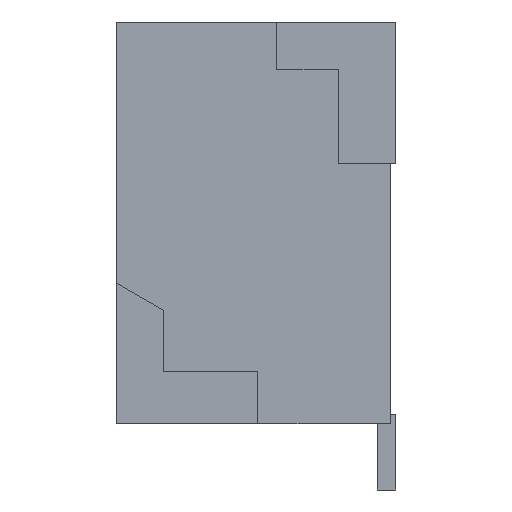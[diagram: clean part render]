
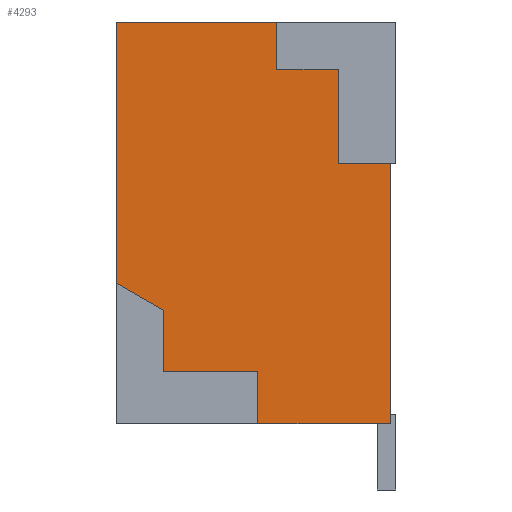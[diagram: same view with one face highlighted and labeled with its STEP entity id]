
A CAD part, left-side view. The second image highlights one B-rep face of the part: STEP entity #4293.
In plain terms, the highlighted planar face has unit normal (-1, 0, 0).
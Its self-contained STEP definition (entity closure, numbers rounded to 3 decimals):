
#125 = EDGE_CURVE ( 'NONE', #4252, #10352, #992, .T. ) ;
#188 = FACE_OUTER_BOUND ( 'NONE', #1289, .T. ) ;
#324 = CARTESIAN_POINT ( 'NONE',  ( -8.5, 1.46, -1.575 ) ) ;
#355 = DIRECTION ( 'NONE',  ( 0., 0., 1. ) ) ;
#398 = CARTESIAN_POINT ( 'NONE',  ( -8.5, 0.06, 2.125 ) ) ;
#908 = VERTEX_POINT ( 'NONE', #10628 ) ;
#924 = DIRECTION ( 'NONE',  ( 0., -1., 0. ) ) ;
#979 = DIRECTION ( 'NONE',  ( 0., -1., 0. ) ) ;
#992 = LINE ( 'NONE', #4458, #5217 ) ;
#1203 = CARTESIAN_POINT ( 'NONE',  ( -8.5, 2.96, -2.125 ) ) ;
#1289 = EDGE_LOOP ( 'NONE', ( #9151, #3835, #8325, #10869, #6374, #10537, #3519, #5720, #10009, #11171, #9975, #7662 ) ) ;
#1524 = CARTESIAN_POINT ( 'NONE',  ( -8.5, 1.46, -2.125 ) ) ;
#1613 = DIRECTION ( 'NONE',  ( 0., 0., 1. ) ) ;
#1836 = CARTESIAN_POINT ( 'NONE',  ( -8.5, 2.46, -0.925 ) ) ;
#1997 = EDGE_CURVE ( 'NONE', #4001, #4252, #11025, .T. ) ;
#2093 = EDGE_CURVE ( 'NONE', #6705, #5032, #5281, .T. ) ;
#2169 = VERTEX_POINT ( 'NONE', #10665 ) ;
#2237 = CARTESIAN_POINT ( 'NONE',  ( -8.5, 2.46, -1.575 ) ) ;
#2514 = VECTOR ( 'NONE', #5283, 1000. ) ;
#2704 = LINE ( 'NONE', #6140, #9297 ) ;
#2788 = DIRECTION ( 'NONE',  ( 0., 0., -1. ) ) ;
#2805 = VECTOR ( 'NONE', #5674, 1000. ) ;
#2811 = VECTOR ( 'NONE', #4671, 1000. ) ;
#3196 = EDGE_CURVE ( 'NONE', #2169, #4001, #8155, .T. ) ;
#3252 = CARTESIAN_POINT ( 'NONE',  ( -8.5, 0.61, 0.625 ) ) ;
#3271 = EDGE_CURVE ( 'NONE', #5032, #6422, #9306, .T. ) ;
#3429 = CARTESIAN_POINT ( 'NONE',  ( -8.5, 0.61, 1.625 ) ) ;
#3519 = ORIENTED_EDGE ( 'NONE', *, *, #9656, .T. ) ;
#3598 = CARTESIAN_POINT ( 'NONE',  ( -8.5, 0.06, 0.625 ) ) ;
#3641 = PLANE ( 'NONE',  #10160 ) ;
#3706 = VECTOR ( 'NONE', #1613, 1000. ) ;
#3835 = ORIENTED_EDGE ( 'NONE', *, *, #125, .T. ) ;
#3852 = DIRECTION ( 'NONE',  ( 0., 0., 1. ) ) ;
#3995 = VECTOR ( 'NONE', #6699, 1000. ) ;
#4001 = VERTEX_POINT ( 'NONE', #3598 ) ;
#4204 = CARTESIAN_POINT ( 'NONE',  ( -8.5, 1.26, 2.125 ) ) ;
#4252 = VERTEX_POINT ( 'NONE', #8798 ) ;
#4293 = ADVANCED_FACE ( 'NONE', ( #188 ), #3641, .F. ) ;
#4458 = CARTESIAN_POINT ( 'NONE',  ( -8.5, 0.61, 1.625 ) ) ;
#4666 = LINE ( 'NONE', #8108, #10816 ) ;
#4671 = DIRECTION ( 'NONE',  ( 0., -1., 0. ) ) ;
#4881 = VECTOR ( 'NONE', #3852, 1000. ) ;
#4936 = EDGE_CURVE ( 'NONE', #10352, #7053, #2704, .T. ) ;
#4975 = DIRECTION ( 'NONE',  ( 0., 0., -1. ) ) ;
#5032 = VERTEX_POINT ( 'NONE', #324 ) ;
#5047 = CARTESIAN_POINT ( 'NONE',  ( -8.5, 1.26, 1.625 ) ) ;
#5217 = VECTOR ( 'NONE', #7900, 1000. ) ;
#5226 = LINE ( 'NONE', #8696, #7343 ) ;
#5281 = LINE ( 'NONE', #8756, #6178 ) ;
#5283 = DIRECTION ( 'NONE',  ( 0., -0.866, -0.5 ) ) ;
#5674 = DIRECTION ( 'NONE',  ( 0., 0., -1. ) ) ;
#5687 = VERTEX_POINT ( 'NONE', #4204 ) ;
#5720 = ORIENTED_EDGE ( 'NONE', *, *, #6587, .T. ) ;
#5903 = CARTESIAN_POINT ( 'NONE',  ( -8.5, 1.46, -2.125 ) ) ;
#5969 = VERTEX_POINT ( 'NONE', #9696 ) ;
#6140 = CARTESIAN_POINT ( 'NONE',  ( -8.5, 1.26, 1.625 ) ) ;
#6178 = VECTOR ( 'NONE', #979, 1000. ) ;
#6374 = ORIENTED_EDGE ( 'NONE', *, *, #8111, .F. ) ;
#6422 = VERTEX_POINT ( 'NONE', #5903 ) ;
#6429 = EDGE_CURVE ( 'NONE', #7053, #5687, #7556, .T. ) ;
#6486 = VERTEX_POINT ( 'NONE', #7142 ) ;
#6587 = EDGE_CURVE ( 'NONE', #5969, #6705, #9997, .T. ) ;
#6699 = DIRECTION ( 'NONE',  ( 0., 1., 0. ) ) ;
#6705 = VERTEX_POINT ( 'NONE', #7708 ) ;
#6874 = EDGE_CURVE ( 'NONE', #6422, #2169, #8980, .T. ) ;
#7053 = VERTEX_POINT ( 'NONE', #5047 ) ;
#7075 = CARTESIAN_POINT ( 'NONE',  ( -8.5, 2.96, 2.125 ) ) ;
#7142 = CARTESIAN_POINT ( 'NONE',  ( -8.5, 2.96, -0.636 ) ) ;
#7343 = VECTOR ( 'NONE', #924, 1000. ) ;
#7556 = LINE ( 'NONE', #9399, #3706 ) ;
#7662 = ORIENTED_EDGE ( 'NONE', *, *, #3196, .T. ) ;
#7708 = CARTESIAN_POINT ( 'NONE',  ( -8.5, 2.46, -1.575 ) ) ;
#7900 = DIRECTION ( 'NONE',  ( 0., 0., 1. ) ) ;
#8108 = CARTESIAN_POINT ( 'NONE',  ( -8.5, 2.96, 2.125 ) ) ;
#8111 = EDGE_CURVE ( 'NONE', #908, #5687, #5226, .T. ) ;
#8155 = LINE ( 'NONE', #398, #4881 ) ;
#8325 = ORIENTED_EDGE ( 'NONE', *, *, #4936, .T. ) ;
#8696 = CARTESIAN_POINT ( 'NONE',  ( -8.5, 2.96, 2.125 ) ) ;
#8756 = CARTESIAN_POINT ( 'NONE',  ( -8.5, 1.46, -1.575 ) ) ;
#8798 = CARTESIAN_POINT ( 'NONE',  ( -8.5, 0.61, 0.625 ) ) ;
#8980 = LINE ( 'NONE', #1203, #2811 ) ;
#9151 = ORIENTED_EDGE ( 'NONE', *, *, #1997, .T. ) ;
#9297 = VECTOR ( 'NONE', #9627, 1000. ) ;
#9306 = LINE ( 'NONE', #1524, #9601 ) ;
#9399 = CARTESIAN_POINT ( 'NONE',  ( -8.5, 1.26, 2.125 ) ) ;
#9601 = VECTOR ( 'NONE', #4975, 1000. ) ;
#9611 = LINE ( 'NONE', #1836, #2514 ) ;
#9627 = DIRECTION ( 'NONE',  ( 0., 1., 0. ) ) ;
#9656 = EDGE_CURVE ( 'NONE', #6486, #5969, #9611, .T. ) ;
#9696 = CARTESIAN_POINT ( 'NONE',  ( -8.5, 2.46, -0.925 ) ) ;
#9766 = EDGE_CURVE ( 'NONE', #6486, #908, #4666, .T. ) ;
#9975 = ORIENTED_EDGE ( 'NONE', *, *, #6874, .T. ) ;
#9997 = LINE ( 'NONE', #2237, #2805 ) ;
#10009 = ORIENTED_EDGE ( 'NONE', *, *, #2093, .T. ) ;
#10160 = AXIS2_PLACEMENT_3D ( 'NONE', #7075, #10561, #2788 ) ;
#10352 = VERTEX_POINT ( 'NONE', #3429 ) ;
#10537 = ORIENTED_EDGE ( 'NONE', *, *, #9766, .F. ) ;
#10561 = DIRECTION ( 'NONE',  ( 1., 0., 0. ) ) ;
#10628 = CARTESIAN_POINT ( 'NONE',  ( -8.5, 2.96, 2.125 ) ) ;
#10665 = CARTESIAN_POINT ( 'NONE',  ( -8.5, 0.06, -2.125 ) ) ;
#10816 = VECTOR ( 'NONE', #355, 1000. ) ;
#10869 = ORIENTED_EDGE ( 'NONE', *, *, #6429, .T. ) ;
#11025 = LINE ( 'NONE', #3252, #3995 ) ;
#11171 = ORIENTED_EDGE ( 'NONE', *, *, #3271, .T. ) ;
